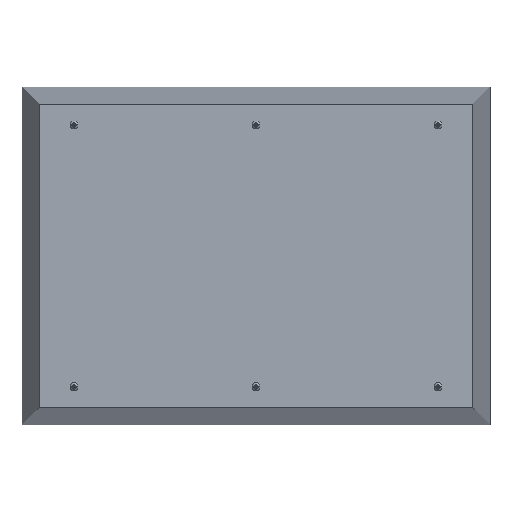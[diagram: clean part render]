
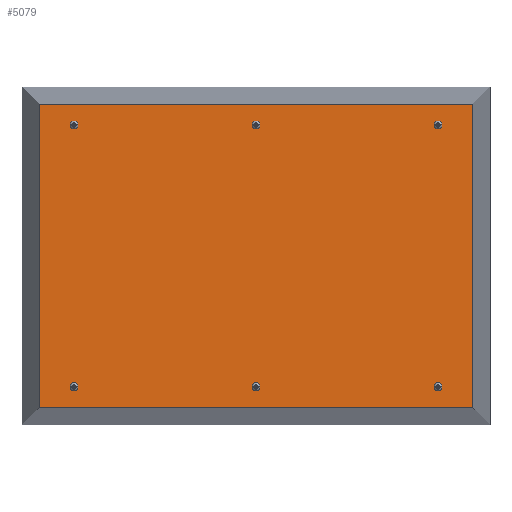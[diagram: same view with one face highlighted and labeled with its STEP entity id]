
A CAD part, top view. The second image highlights one B-rep face of the part: STEP entity #5079.
In plain terms, the highlighted planar face has unit normal (0, 0, 1).
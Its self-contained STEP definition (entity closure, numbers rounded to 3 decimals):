
#1209=(
BOUNDED_CURVE()
B_SPLINE_CURVE(2,(#73423,#73424,#73425,#73426,#73427),.UNSPECIFIED.,.F.,
.F.)
B_SPLINE_CURVE_WITH_KNOTS((3,2,3),(-12.564,-9.423,-6.282),
.UNSPECIFIED.)
CURVE()
GEOMETRIC_REPRESENTATION_ITEM()
RATIONAL_B_SPLINE_CURVE((1.,0.707,1.,0.707,1.))
REPRESENTATION_ITEM($)
);
#1211=(
BOUNDED_CURVE()
B_SPLINE_CURVE(2,(#73435,#73436,#73437,#73438,#73439),.UNSPECIFIED.,.F.,
.F.)
B_SPLINE_CURVE_WITH_KNOTS((3,2,3),(-12.564,-9.423,-6.282),
.UNSPECIFIED.)
CURVE()
GEOMETRIC_REPRESENTATION_ITEM()
RATIONAL_B_SPLINE_CURVE((1.,0.707,1.,0.707,1.))
REPRESENTATION_ITEM($)
);
#1213=(
BOUNDED_CURVE()
B_SPLINE_CURVE(2,(#73449,#73450,#73451,#73452,#73453),.UNSPECIFIED.,.F.,
.F.)
B_SPLINE_CURVE_WITH_KNOTS((3,2,3),(-12.564,-9.423,-6.282),
.UNSPECIFIED.)
CURVE()
GEOMETRIC_REPRESENTATION_ITEM()
RATIONAL_B_SPLINE_CURVE((1.,0.707,1.,0.707,1.))
REPRESENTATION_ITEM($)
);
#1215=(
BOUNDED_CURVE()
B_SPLINE_CURVE(2,(#73461,#73462,#73463,#73464,#73465),.UNSPECIFIED.,.F.,
.F.)
B_SPLINE_CURVE_WITH_KNOTS((3,2,3),(-12.564,-9.423,-6.282),
.UNSPECIFIED.)
CURVE()
GEOMETRIC_REPRESENTATION_ITEM()
RATIONAL_B_SPLINE_CURVE((1.,0.707,1.,0.707,1.))
REPRESENTATION_ITEM($)
);
#1217=(
BOUNDED_CURVE()
B_SPLINE_CURVE(2,(#73471,#73472,#73473,#73474,#73475),.UNSPECIFIED.,.F.,
.F.)
B_SPLINE_CURVE_WITH_KNOTS((3,2,3),(-12.564,-9.423,-6.282),
.UNSPECIFIED.)
CURVE()
GEOMETRIC_REPRESENTATION_ITEM()
RATIONAL_B_SPLINE_CURVE((1.,0.707,1.,0.707,1.))
REPRESENTATION_ITEM($)
);
#1219=(
BOUNDED_CURVE()
B_SPLINE_CURVE(2,(#73483,#73484,#73485,#73486,#73487),.UNSPECIFIED.,.F.,
.F.)
B_SPLINE_CURVE_WITH_KNOTS((3,2,3),(-12.564,-9.423,-6.282),
.UNSPECIFIED.)
CURVE()
GEOMETRIC_REPRESENTATION_ITEM()
RATIONAL_B_SPLINE_CURVE((1.,0.707,1.,0.707,1.))
REPRESENTATION_ITEM($)
);
#1221=(
BOUNDED_CURVE()
B_SPLINE_CURVE(2,(#73497,#73498,#73499,#73500,#73501),.UNSPECIFIED.,.F.,
.F.)
B_SPLINE_CURVE_WITH_KNOTS((3,2,3),(-6.282,-3.141,0.),
.UNSPECIFIED.)
CURVE()
GEOMETRIC_REPRESENTATION_ITEM()
RATIONAL_B_SPLINE_CURVE((1.,0.707,1.,0.707,1.))
REPRESENTATION_ITEM($)
);
#1223=(
BOUNDED_CURVE()
B_SPLINE_CURVE(2,(#73509,#73510,#73511,#73512,#73513),.UNSPECIFIED.,.F.,
.F.)
B_SPLINE_CURVE_WITH_KNOTS((3,2,3),(-6.282,-3.141,0.),
.UNSPECIFIED.)
CURVE()
GEOMETRIC_REPRESENTATION_ITEM()
RATIONAL_B_SPLINE_CURVE((1.,0.707,1.,0.707,1.))
REPRESENTATION_ITEM($)
);
#1225=(
BOUNDED_CURVE()
B_SPLINE_CURVE(2,(#73521,#73522,#73523,#73524,#73525),.UNSPECIFIED.,.F.,
.F.)
B_SPLINE_CURVE_WITH_KNOTS((3,2,3),(-6.282,-3.141,0.),
.UNSPECIFIED.)
CURVE()
GEOMETRIC_REPRESENTATION_ITEM()
RATIONAL_B_SPLINE_CURVE((1.,0.707,1.,0.707,1.))
REPRESENTATION_ITEM($)
);
#1227=(
BOUNDED_CURVE()
B_SPLINE_CURVE(2,(#73533,#73534,#73535,#73536,#73537),.UNSPECIFIED.,.F.,
.F.)
B_SPLINE_CURVE_WITH_KNOTS((3,2,3),(-6.282,-3.141,0.),
.UNSPECIFIED.)
CURVE()
GEOMETRIC_REPRESENTATION_ITEM()
RATIONAL_B_SPLINE_CURVE((1.,0.707,1.,0.707,1.))
REPRESENTATION_ITEM($)
);
#1229=(
BOUNDED_CURVE()
B_SPLINE_CURVE(2,(#73545,#73546,#73547,#73548,#73549),.UNSPECIFIED.,.F.,
.F.)
B_SPLINE_CURVE_WITH_KNOTS((3,2,3),(-6.282,-3.141,0.),
.UNSPECIFIED.)
CURVE()
GEOMETRIC_REPRESENTATION_ITEM()
RATIONAL_B_SPLINE_CURVE((1.,0.707,1.,0.707,1.))
REPRESENTATION_ITEM($)
);
#1231=(
BOUNDED_CURVE()
B_SPLINE_CURVE(2,(#73557,#73558,#73559,#73560,#73561),.UNSPECIFIED.,.F.,
.F.)
B_SPLINE_CURVE_WITH_KNOTS((3,2,3),(-6.282,-3.141,0.),
.UNSPECIFIED.)
CURVE()
GEOMETRIC_REPRESENTATION_ITEM()
RATIONAL_B_SPLINE_CURVE((1.,0.707,1.,0.707,1.))
REPRESENTATION_ITEM($)
);
#5079=ADVANCED_FACE($,(#7246,#5968,#5969,#5970,#5971,#5972,#5973),#34219,
.T.);
#5968=FACE_BOUND($,#9401,.T.);
#5969=FACE_BOUND($,#9402,.T.);
#5970=FACE_BOUND($,#9403,.T.);
#5971=FACE_BOUND($,#9404,.T.);
#5972=FACE_BOUND($,#9405,.T.);
#5973=FACE_BOUND($,#9406,.T.);
#7246=FACE_OUTER_BOUND($,#9400,.T.);
#9400=EDGE_LOOP($,(#17022,#17023,#17024,#17025));
#9401=EDGE_LOOP($,(#17026,#17027));
#9402=EDGE_LOOP($,(#17028,#17029));
#9403=EDGE_LOOP($,(#17030,#17031));
#9404=EDGE_LOOP($,(#17032,#17033));
#9405=EDGE_LOOP($,(#17034,#17035));
#9406=EDGE_LOOP($,(#17036,#17037));
#17022=ORIENTED_EDGE($,*,*,#25236,.F.);
#17023=ORIENTED_EDGE($,*,*,#25237,.F.);
#17024=ORIENTED_EDGE($,*,*,#25238,.F.);
#17025=ORIENTED_EDGE($,*,*,#25235,.F.);
#17026=ORIENTED_EDGE($,*,*,#25278,.F.);
#17027=ORIENTED_EDGE($,*,*,#25259,.F.);
#17028=ORIENTED_EDGE($,*,*,#25281,.F.);
#17029=ORIENTED_EDGE($,*,*,#25262,.F.);
#17030=ORIENTED_EDGE($,*,*,#25284,.F.);
#17031=ORIENTED_EDGE($,*,*,#25266,.F.);
#17032=ORIENTED_EDGE($,*,*,#25287,.F.);
#17033=ORIENTED_EDGE($,*,*,#25269,.F.);
#17034=ORIENTED_EDGE($,*,*,#25290,.F.);
#17035=ORIENTED_EDGE($,*,*,#25271,.F.);
#17036=ORIENTED_EDGE($,*,*,#25293,.F.);
#17037=ORIENTED_EDGE($,*,*,#25274,.F.);
#25235=EDGE_CURVE($,#32848,#32851,#40714,.T.);
#25236=EDGE_CURVE($,#32849,#32848,#40715,.T.);
#25237=EDGE_CURVE($,#32850,#32849,#40716,.T.);
#25238=EDGE_CURVE($,#32851,#32850,#40717,.T.);
#25259=EDGE_CURVE($,#32864,#32877,#1209,.T.);
#25262=EDGE_CURVE($,#32866,#32879,#1211,.T.);
#25266=EDGE_CURVE($,#32868,#32881,#1213,.T.);
#25269=EDGE_CURVE($,#32870,#32883,#1215,.T.);
#25271=EDGE_CURVE($,#32872,#32885,#1217,.T.);
#25274=EDGE_CURVE($,#32874,#32887,#1219,.T.);
#25278=EDGE_CURVE($,#32877,#32864,#1221,.T.);
#25281=EDGE_CURVE($,#32879,#32866,#1223,.T.);
#25284=EDGE_CURVE($,#32881,#32868,#1225,.T.);
#25287=EDGE_CURVE($,#32883,#32870,#1227,.T.);
#25290=EDGE_CURVE($,#32885,#32872,#1229,.T.);
#25293=EDGE_CURVE($,#32887,#32874,#1231,.T.);
#32848=VERTEX_POINT($,#73710);
#32849=VERTEX_POINT($,#73711);
#32850=VERTEX_POINT($,#73712);
#32851=VERTEX_POINT($,#73713);
#32864=VERTEX_POINT($,#73726);
#32866=VERTEX_POINT($,#73728);
#32868=VERTEX_POINT($,#73730);
#32870=VERTEX_POINT($,#73732);
#32872=VERTEX_POINT($,#73734);
#32874=VERTEX_POINT($,#73736);
#32877=VERTEX_POINT($,#73739);
#32879=VERTEX_POINT($,#73741);
#32881=VERTEX_POINT($,#73743);
#32883=VERTEX_POINT($,#73745);
#32885=VERTEX_POINT($,#73747);
#32887=VERTEX_POINT($,#73749);
#34219=PLANE($,#42095);
#40714=B_SPLINE_CURVE_WITH_KNOTS($,1,(#73375,#73376),.UNSPECIFIED.,.F.,.F.,
(2,2),(-1470.,-930.),.UNSPECIFIED.);
#40715=B_SPLINE_CURVE_WITH_KNOTS($,1,(#73377,#73378),.UNSPECIFIED.,.F.,.F.,
(2,2),(0.,390.),.UNSPECIFIED.);
#40716=B_SPLINE_CURVE_WITH_KNOTS($,1,(#73379,#73380),.UNSPECIFIED.,.F.,.F.,
(2,2),(-540.,0.),.UNSPECIFIED.);
#40717=B_SPLINE_CURVE_WITH_KNOTS($,1,(#73381,#73382),.UNSPECIFIED.,.F.,.F.,
(2,2),(-930.,-540.),.UNSPECIFIED.);
#42095=AXIS2_PLACEMENT_3D($,#73567,#43212,$);
#43212=DIRECTION($,(0.,0.,1.));
#73375=CARTESIAN_POINT($,(200.5,350.,129.7));
#73376=CARTESIAN_POINT($,(700.5,350.,129.7));
#73377=CARTESIAN_POINT($,(200.5,0.,129.7));
#73378=CARTESIAN_POINT($,(200.5,350.,129.7));
#73379=CARTESIAN_POINT($,(700.5,0.,129.7));
#73380=CARTESIAN_POINT($,(200.5,0.,129.7));
#73381=CARTESIAN_POINT($,(700.5,350.,129.7));
#73382=CARTESIAN_POINT($,(700.5,0.,129.7));
#73423=CARTESIAN_POINT($,(660.5,26.,129.7));
#73424=CARTESIAN_POINT($,(658.5,26.,129.7));
#73425=CARTESIAN_POINT($,(658.5,24.,129.7));
#73426=CARTESIAN_POINT($,(658.5,22.,129.7));
#73427=CARTESIAN_POINT($,(660.5,22.,129.7));
#73435=CARTESIAN_POINT($,(660.5,328.,129.7));
#73436=CARTESIAN_POINT($,(658.5,328.,129.7));
#73437=CARTESIAN_POINT($,(658.5,326.,129.7));
#73438=CARTESIAN_POINT($,(658.5,324.,129.7));
#73439=CARTESIAN_POINT($,(660.5,324.,129.7));
#73449=CARTESIAN_POINT($,(450.5,328.,129.7));
#73450=CARTESIAN_POINT($,(448.5,328.,129.7));
#73451=CARTESIAN_POINT($,(448.5,326.,129.7));
#73452=CARTESIAN_POINT($,(448.5,324.,129.7));
#73453=CARTESIAN_POINT($,(450.5,324.,129.7));
#73461=CARTESIAN_POINT($,(450.5,26.,129.7));
#73462=CARTESIAN_POINT($,(448.5,26.,129.7));
#73463=CARTESIAN_POINT($,(448.5,24.,129.7));
#73464=CARTESIAN_POINT($,(448.5,22.,129.7));
#73465=CARTESIAN_POINT($,(450.5,22.,129.7));
#73471=CARTESIAN_POINT($,(240.5,328.,129.7));
#73472=CARTESIAN_POINT($,(238.5,328.,129.7));
#73473=CARTESIAN_POINT($,(238.5,326.,129.7));
#73474=CARTESIAN_POINT($,(238.5,324.,129.7));
#73475=CARTESIAN_POINT($,(240.5,324.,129.7));
#73483=CARTESIAN_POINT($,(240.5,26.,129.7));
#73484=CARTESIAN_POINT($,(238.5,26.,129.7));
#73485=CARTESIAN_POINT($,(238.5,24.,129.7));
#73486=CARTESIAN_POINT($,(238.5,22.,129.7));
#73487=CARTESIAN_POINT($,(240.5,22.,129.7));
#73497=CARTESIAN_POINT($,(660.5,22.,129.7));
#73498=CARTESIAN_POINT($,(662.5,22.,129.7));
#73499=CARTESIAN_POINT($,(662.5,24.,129.7));
#73500=CARTESIAN_POINT($,(662.5,26.,129.7));
#73501=CARTESIAN_POINT($,(660.5,26.,129.7));
#73509=CARTESIAN_POINT($,(660.5,324.,129.7));
#73510=CARTESIAN_POINT($,(662.5,324.,129.7));
#73511=CARTESIAN_POINT($,(662.5,326.,129.7));
#73512=CARTESIAN_POINT($,(662.5,328.,129.7));
#73513=CARTESIAN_POINT($,(660.5,328.,129.7));
#73521=CARTESIAN_POINT($,(450.5,324.,129.7));
#73522=CARTESIAN_POINT($,(452.5,324.,129.7));
#73523=CARTESIAN_POINT($,(452.5,326.,129.7));
#73524=CARTESIAN_POINT($,(452.5,328.,129.7));
#73525=CARTESIAN_POINT($,(450.5,328.,129.7));
#73533=CARTESIAN_POINT($,(450.5,22.,129.7));
#73534=CARTESIAN_POINT($,(452.5,22.,129.7));
#73535=CARTESIAN_POINT($,(452.5,24.,129.7));
#73536=CARTESIAN_POINT($,(452.5,26.,129.7));
#73537=CARTESIAN_POINT($,(450.5,26.,129.7));
#73545=CARTESIAN_POINT($,(240.5,324.,129.7));
#73546=CARTESIAN_POINT($,(242.5,324.,129.7));
#73547=CARTESIAN_POINT($,(242.5,326.,129.7));
#73548=CARTESIAN_POINT($,(242.5,328.,129.7));
#73549=CARTESIAN_POINT($,(240.5,328.,129.7));
#73557=CARTESIAN_POINT($,(240.5,22.,129.7));
#73558=CARTESIAN_POINT($,(242.5,22.,129.7));
#73559=CARTESIAN_POINT($,(242.5,24.,129.7));
#73560=CARTESIAN_POINT($,(242.5,26.,129.7));
#73561=CARTESIAN_POINT($,(240.5,26.,129.7));
#73567=CARTESIAN_POINT($,(200.5,350.,129.7));
#73710=CARTESIAN_POINT($,(200.5,350.,129.7));
#73711=CARTESIAN_POINT($,(200.5,0.,129.7));
#73712=CARTESIAN_POINT($,(700.5,0.,129.7));
#73713=CARTESIAN_POINT($,(700.5,350.,129.7));
#73726=CARTESIAN_POINT($,(660.5,26.,129.7));
#73728=CARTESIAN_POINT($,(660.5,328.,129.7));
#73730=CARTESIAN_POINT($,(450.5,328.,129.7));
#73732=CARTESIAN_POINT($,(450.5,26.,129.7));
#73734=CARTESIAN_POINT($,(240.5,328.,129.7));
#73736=CARTESIAN_POINT($,(240.5,26.,129.7));
#73739=CARTESIAN_POINT($,(660.5,22.,129.7));
#73741=CARTESIAN_POINT($,(660.5,324.,129.7));
#73743=CARTESIAN_POINT($,(450.5,324.,129.7));
#73745=CARTESIAN_POINT($,(450.5,22.,129.7));
#73747=CARTESIAN_POINT($,(240.5,324.,129.7));
#73749=CARTESIAN_POINT($,(240.5,22.,129.7));
